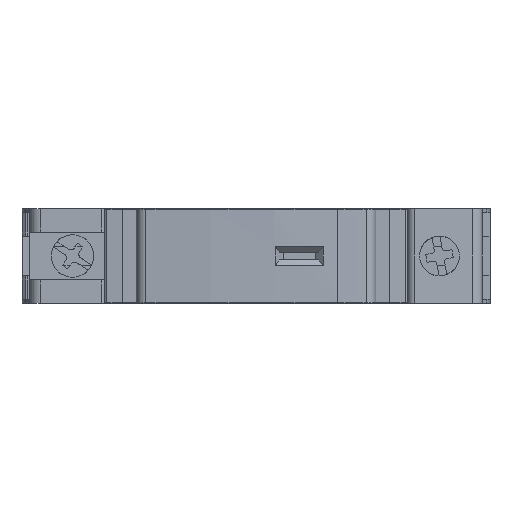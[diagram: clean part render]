
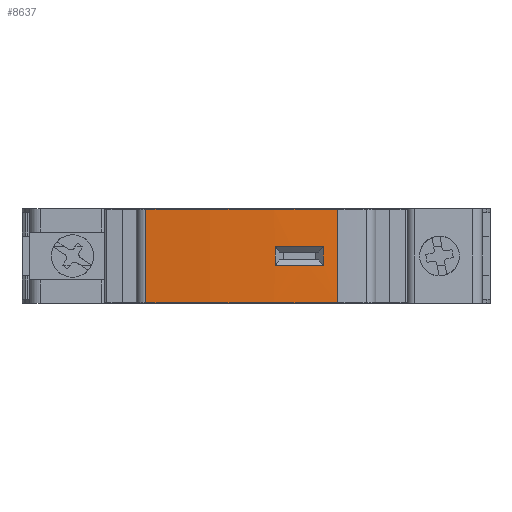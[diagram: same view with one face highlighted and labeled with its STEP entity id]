
A CAD part, left-side view. The second image highlights one B-rep face of the part: STEP entity #8637.
In plain terms, the highlighted cylindrical face has radius 200 mm (diameter 400 mm), a partial arc.
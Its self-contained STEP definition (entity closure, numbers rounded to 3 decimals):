
#1491=CARTESIAN_POINT('',(130.6,0.,-8.8));
#1492=DIRECTION('',(0.,0.,1.));
#1493=DIRECTION('',(-0.995,0.104,0.));
#1494=AXIS2_PLACEMENT_3D('',#1491,#1492,#1493);
#1904=CARTESIAN_POINT('',(130.6,0.,8.8));
#1905=DIRECTION('',(0.,0.,1.));
#1906=DIRECTION('',(-0.995,0.104,0.));
#1907=AXIS2_PLACEMENT_3D('',#1904,#1905,#1906);
#2618=DIRECTION('',(0.,0.,1.));
#2619=VECTOR('',#2618,17.6);
#2620=CARTESIAN_POINT('',(-68.81,-15.348,-8.8));
#2621=LINE('',#2620,#2619);
#2622=DIRECTION('',(0.,0.,1.));
#2623=VECTOR('',#2622,17.6);
#2624=CARTESIAN_POINT('',(-68.325,20.707,-8.8));
#2625=LINE('',#2624,#2623);
#2626=CARTESIAN_POINT('',(130.6,0.,1.75));
#2627=DIRECTION('',(0.,0.,1.));
#2628=DIRECTION('',(-1.,-0.018,0.));
#2629=AXIS2_PLACEMENT_3D('',#2626,#2627,#2628);
#2631=DIRECTION('',(0.,0.,1.));
#2632=VECTOR('',#2631,3.5);
#2633=CARTESIAN_POINT('',(-69.367,-3.637,-1.75));
#2634=LINE('',#2633,#2632);
#2635=CARTESIAN_POINT('',(130.6,0.,-1.75));
#2636=DIRECTION('',(0.,0.,-1.));
#2637=DIRECTION('',(-0.998,-0.063,0.));
#2638=AXIS2_PLACEMENT_3D('',#2635,#2636,#2637);
#2640=DIRECTION('',(0.,0.,-1.));
#2641=VECTOR('',#2640,3.5);
#2642=CARTESIAN_POINT('',(-68.998,-12.673,1.75));
#2643=LINE('',#2642,#2641);
#5002=CARTESIAN_POINT('',(-68.325,20.707,-8.8));
#5004=VERTEX_POINT('',#5002);
#5005=CARTESIAN_POINT('',(-68.81,-15.348,-8.8));
#5006=VERTEX_POINT('',#5005);
#5030=CARTESIAN_POINT('',(-68.325,20.707,8.8));
#5032=VERTEX_POINT('',#5030);
#5033=CARTESIAN_POINT('',(-68.81,-15.348,8.8));
#5034=VERTEX_POINT('',#5033);
#5669=CARTESIAN_POINT('',(-69.367,-3.637,
1.75));
#5670=CARTESIAN_POINT('',(-68.998,-12.673,
1.75));
#5671=VERTEX_POINT('',#5669);
#5672=VERTEX_POINT('',#5670);
#5673=CARTESIAN_POINT('',(-68.998,-12.673,
-1.75));
#5674=CARTESIAN_POINT('',(-69.367,-3.637,
-1.75));
#5675=VERTEX_POINT('',#5673);
#5676=VERTEX_POINT('',#5674);
#8615=CARTESIAN_POINT('',(130.6,0.,-8.8));
#8616=DIRECTION('',(0.,0.,1.));
#8617=DIRECTION('',(1.,0.,0.));
#8618=AXIS2_PLACEMENT_3D('',#8615,#8616,#8617);
#8619=CYLINDRICAL_SURFACE('',#8618,200.);
#8620=ORIENTED_EDGE('',*,*,#7249,.F.);
#8622=ORIENTED_EDGE('',*,*,#8621,.T.);
#8623=ORIENTED_EDGE('',*,*,#7510,.T.);
#8624=ORIENTED_EDGE('',*,*,#8608,.F.);
#8625=EDGE_LOOP('',(#8620,#8622,#8623,#8624));
#8626=FACE_OUTER_BOUND('',#8625,.F.);
#8628=ORIENTED_EDGE('',*,*,#8627,.F.);
#8630=ORIENTED_EDGE('',*,*,#8629,.F.);
#8632=ORIENTED_EDGE('',*,*,#8631,.F.);
#8634=ORIENTED_EDGE('',*,*,#8633,.F.);
#8635=EDGE_LOOP('',(#8628,#8630,#8632,#8634));
#8636=FACE_BOUND('',#8635,.F.);
#8637=ADVANCED_FACE('',(#8626,#8636),#8619,.T.);
#1495=CIRCLE('',#1494,200.);
#1908=CIRCLE('',#1907,200.);
#2630=CIRCLE('',#2629,200.);
#2639=CIRCLE('',#2638,200.);
#7249=EDGE_CURVE('',#5004,#5006,#1495,.T.);
#7510=EDGE_CURVE('',#5032,#5034,#1908,.T.);
#8608=EDGE_CURVE('',#5006,#5034,#2621,.T.);
#8621=EDGE_CURVE('',#5004,#5032,#2625,.T.);
#8627=EDGE_CURVE('',#5671,#5672,#2630,.T.);
#8629=EDGE_CURVE('',#5676,#5671,#2634,.T.);
#8631=EDGE_CURVE('',#5675,#5676,#2639,.T.);
#8633=EDGE_CURVE('',#5672,#5675,#2643,.T.);
